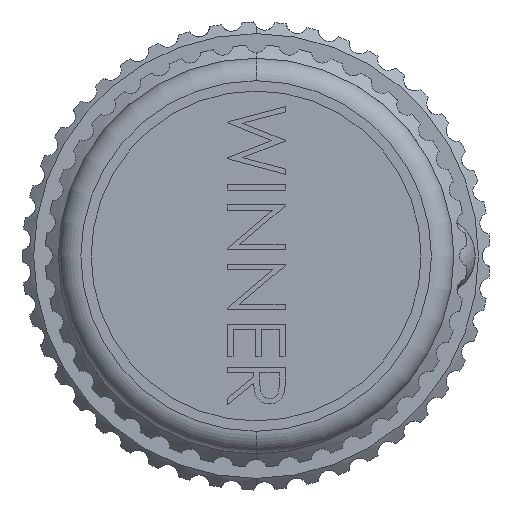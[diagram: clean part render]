
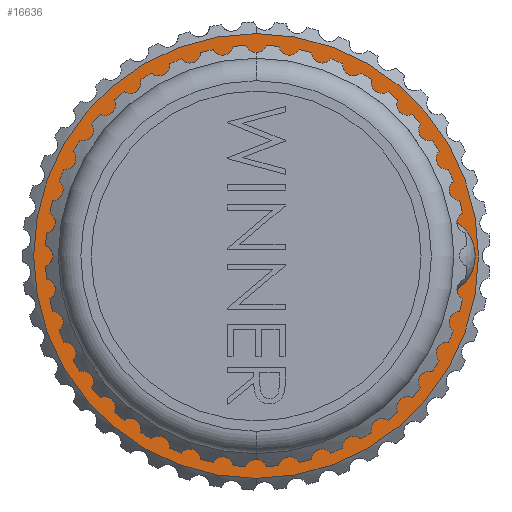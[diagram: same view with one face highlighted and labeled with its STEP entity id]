
A CAD part, left-side view. The second image highlights one B-rep face of the part: STEP entity #16636.
In plain terms, the highlighted planar face has unit normal (-1, 0, 0).
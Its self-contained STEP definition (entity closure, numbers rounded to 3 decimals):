
#3202 = AXIS2_PLACEMENT_3D ( 'NONE', #30753, #14575, #9303 ) ;
#3251 = VERTEX_POINT ( 'NONE', #15795 ) ;
#3503 = CIRCLE ( 'NONE', #11893, 8.56 ) ;
#4089 = VERTEX_POINT ( 'NONE', #30107 ) ;
#4098 = ORIENTED_EDGE ( 'NONE', *, *, #5405, .T. ) ;
#4703 = FACE_OUTER_BOUND ( 'NONE', #29563, .T. ) ;
#4837 = CIRCLE ( 'NONE', #26573, 8.56 ) ;
#5223 = ORIENTED_EDGE ( 'NONE', *, *, #11641, .T. ) ;
#5405 = EDGE_CURVE ( 'NONE', #13738, #19453, #9464, .T. ) ;
#5432 = DIRECTION ( 'NONE',  ( 0., 0., -1. ) ) ;
#5552 = AXIS2_PLACEMENT_3D ( 'NONE', #33333, #19824, #24761 ) ;
#5792 = DIRECTION ( 'NONE',  ( -1., 0., 0. ) ) ;
#5958 = DIRECTION ( 'NONE',  ( -1., 0., 0. ) ) ;
#6307 = PLANE ( 'NONE',  #3202 ) ;
#6655 = EDGE_CURVE ( 'NONE', #3251, #4089, #3503, .T. ) ;
#8266 = CARTESIAN_POINT ( 'NONE',  ( -7.9, 0., 0. ) ) ;
#9303 = DIRECTION ( 'NONE',  ( 0., 0., -1. ) ) ;
#9464 = CIRCLE ( 'NONE', #18096, 15.3 ) ;
#11641 = EDGE_CURVE ( 'NONE', #19453, #13738, #30539, .T. ) ;
#11893 = AXIS2_PLACEMENT_3D ( 'NONE', #8266, #5958, #25154 ) ;
#13738 = VERTEX_POINT ( 'NONE', #17532 ) ;
#14575 = DIRECTION ( 'NONE',  ( -1., 0., 0. ) ) ;
#15456 = DIRECTION ( 'NONE',  ( -1., 0., 0. ) ) ;
#15795 = CARTESIAN_POINT ( 'NONE',  ( -7.9, 0., -8.56 ) ) ;
#15997 = EDGE_LOOP ( 'NONE', ( #18294, #26843 ) ) ;
#16636 = ADVANCED_FACE ( 'NONE', ( #33815, #4703 ), #6307, .T. ) ;
#17532 = CARTESIAN_POINT ( 'NONE',  ( -7.9, 0., -15.3 ) ) ;
#18096 = AXIS2_PLACEMENT_3D ( 'NONE', #27826, #5792, #5432 ) ;
#18294 = ORIENTED_EDGE ( 'NONE', *, *, #6655, .F. ) ;
#19453 = VERTEX_POINT ( 'NONE', #26747 ) ;
#19824 = DIRECTION ( 'NONE',  ( -1., 0., 0. ) ) ;
#24761 = DIRECTION ( 'NONE',  ( 0., 0., -1. ) ) ;
#25154 = DIRECTION ( 'NONE',  ( 0., 0., -1. ) ) ;
#26573 = AXIS2_PLACEMENT_3D ( 'NONE', #34331, #15456, #29319 ) ;
#26747 = CARTESIAN_POINT ( 'NONE',  ( -7.9, 0., 15.3 ) ) ;
#26843 = ORIENTED_EDGE ( 'NONE', *, *, #34865, .F. ) ;
#27826 = CARTESIAN_POINT ( 'NONE',  ( -7.9, 0., 0. ) ) ;
#29319 = DIRECTION ( 'NONE',  ( 0., 0., -1. ) ) ;
#29563 = EDGE_LOOP ( 'NONE', ( #5223, #4098 ) ) ;
#30107 = CARTESIAN_POINT ( 'NONE',  ( -7.9, 0., 8.56 ) ) ;
#30539 = CIRCLE ( 'NONE', #5552, 15.3 ) ;
#30753 = CARTESIAN_POINT ( 'NONE',  ( -7.9, 0., 0. ) ) ;
#33333 = CARTESIAN_POINT ( 'NONE',  ( -7.9, 0., 0. ) ) ;
#33815 = FACE_BOUND ( 'NONE', #15997, .T. ) ;
#34331 = CARTESIAN_POINT ( 'NONE',  ( -7.9, 0., 0. ) ) ;
#34865 = EDGE_CURVE ( 'NONE', #4089, #3251, #4837, .T. ) ;
